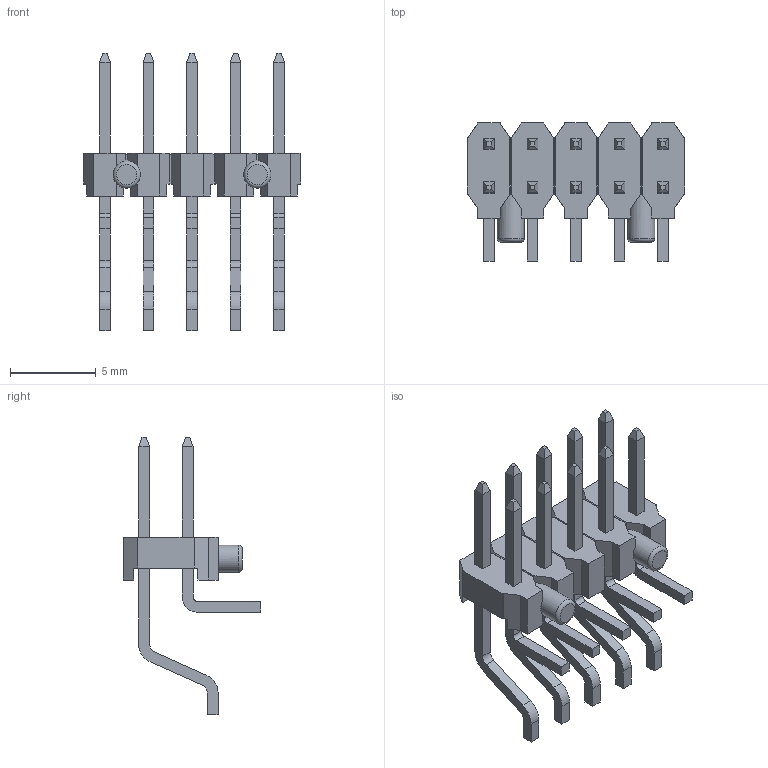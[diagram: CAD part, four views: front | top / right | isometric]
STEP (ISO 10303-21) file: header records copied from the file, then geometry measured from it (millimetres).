
FILE_DESCRIPTION(/* description */ (''),/* implementation_level */ '2;1');
FILE_NAME(/* name */ '9231-2-14-10-xx-10-xx.stp',/* time_stamp */ '2025-07-23T14:36:34+02:00',/* author */ ('andreas.larin'),/* organization */ (''),/* preprocessor_version */ 'ST-DEVELOPER v20',/* originating_system */ 'Autodesk Inventor 2025',/* authorisation */ '');
FILE_SCHEMA (('AUTOMOTIVE_DESIGN { 1 0 10303 214 3 1 1 }'));
Length unit declared in the file: millimetre
Products named in the file (1): 9231-2-14-10-xx-10-xx
Bounding box: 12.7 x 8.05 x 16.21 mm (x, y, z)
Volume: 186.3 mm3; surface area: 630.4 mm2
Topology: 1 solids, 1 shells, 340 faces, 858 edges, 540 vertices
Faces by surface type: plane 266, cylinder 72, torus 2
Full cylindrical faces by diameter (mm): 1.58 x2
Entity records: 10023 total; most frequent: CARTESIAN_POINT 1739, ORIENTED_EDGE 1716, DIRECTION 1666, EDGE_CURVE 858, LINE 732, VECTOR 732, VERTEX_POINT 540, AXIS2_PLACEMENT_3D 467
